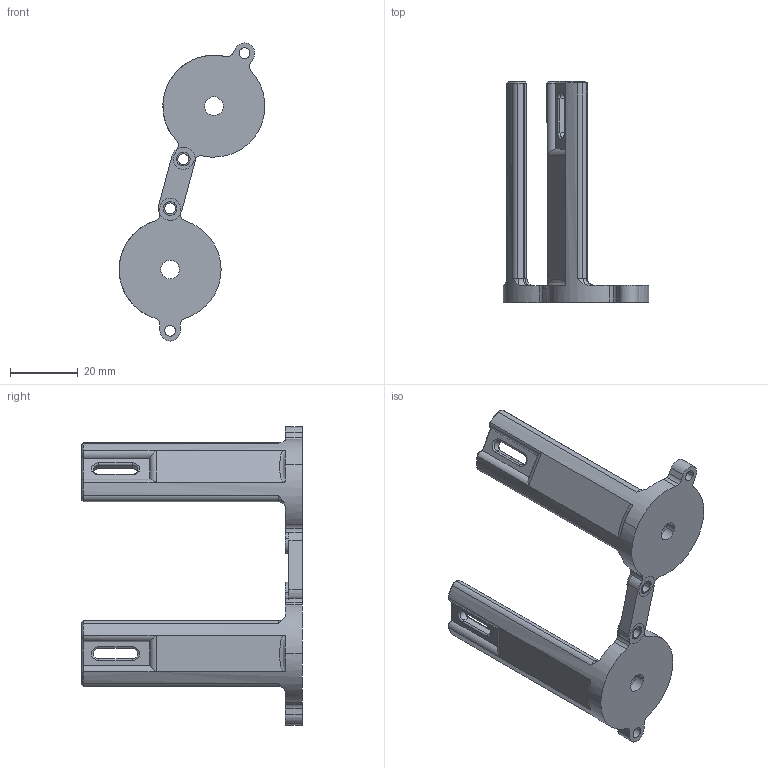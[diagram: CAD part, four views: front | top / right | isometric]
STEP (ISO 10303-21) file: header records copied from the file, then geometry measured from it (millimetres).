
FILE_DESCRIPTION (( 'STEP AP214' ), '1' );
FILE_NAME ('Assem1.STEP', '2024-10-31T13:28:04', ( '' ), ( '' ), 'SwSTEP 2.0', 'SolidWorks 2023', '' );
FILE_SCHEMA (( 'AUTOMOTIVE_DESIGN' ));
Length unit declared in the file: millimetre
Products named in the file (3): Assem1; R7_REC_1201_Base; R7_REC_1104_Connectingrod
Assembly tree (3 placements, depth 2):
  Assem1
    R7_REC_1201_Base  x2
    R7_REC_1104_Connectingrod
Bounding box: 42.87 x 65 x 87.67 mm (x, y, z)
Volume: 18972.2 mm3; surface area: 10303.4 mm2
Topology: 3 solids, 3 shells, 203 faces, 521 edges, 320 vertices
Faces by surface type: cylinder 99, plane 46, cone 32, torus 24, bspline 2
Entity records: 3657 total; most frequent: CARTESIAN_POINT 891, DIRECTION 610, ORIENTED_EDGE 544, EDGE_CURVE 272, AXIS2_PLACEMENT_3D 245, VERTEX_POINT 169, CIRCLE 133, LINE 120
